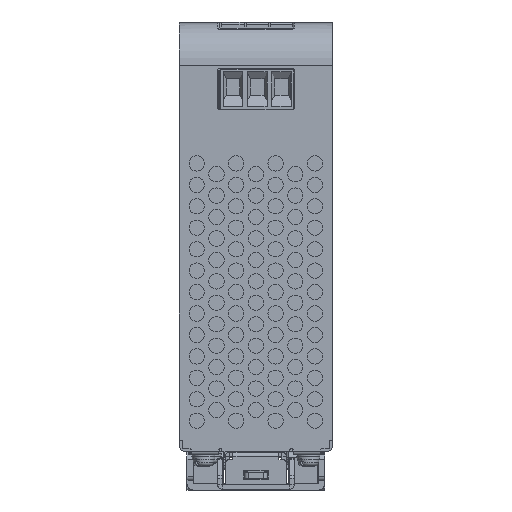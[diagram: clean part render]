
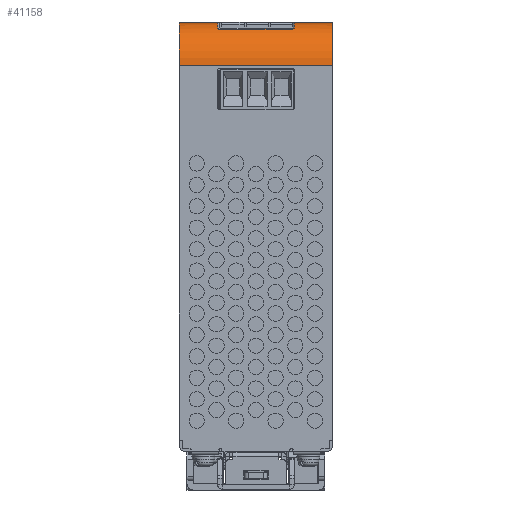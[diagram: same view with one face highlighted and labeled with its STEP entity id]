
A CAD part, front view. The second image highlights one B-rep face of the part: STEP entity #41158.
In plain terms, the highlighted cylindrical face has radius 11.2 mm (diameter 22.4 mm), a partial arc.
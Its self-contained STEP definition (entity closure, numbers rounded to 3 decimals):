
#235 = CARTESIAN_POINT ( 'NONE',  ( 10., -51.3, 44.8 ) ) ;
#1626 = ORIENTED_EDGE ( 'NONE', *, *, #59126, .F. ) ;
#3270 = VERTEX_POINT ( 'NONE', #61402 ) ;
#4371 = CARTESIAN_POINT ( 'NONE',  ( 10., -51.3, 56. ) ) ;
#4445 = DIRECTION ( 'NONE',  ( 1., 0., 0. ) ) ;
#4933 = LINE ( 'NONE', #53445, #46791 ) ;
#5275 = CARTESIAN_POINT ( 'NONE',  ( -9.5, -57.1, 54.381 ) ) ;
#5405 = EDGE_LOOP ( 'NONE', ( #68409, #57714, #28717, #1626, #64530, #64387, #57638, #59920, #41404, #15632 ) ) ;
#6419 = DIRECTION ( 'NONE',  ( -1., 0., 0. ) ) ;
#6670 = AXIS2_PLACEMENT_3D ( 'NONE', #235, #12095, #52607 ) ;
#7136 = CARTESIAN_POINT ( 'NONE',  ( -10., -51.3, 56. ) ) ;
#7358 = LINE ( 'NONE', #7719, #35910 ) ;
#7719 = CARTESIAN_POINT ( 'NONE',  ( -10., -57.1, 54.381 ) ) ;
#9088 = CIRCLE ( 'NONE', #11550, 11.2 ) ;
#9242 = CARTESIAN_POINT ( 'NONE',  ( -20., -51.3, 44.8 ) ) ;
#9589 = CARTESIAN_POINT ( 'NONE',  ( -9.817, -56.988, 54.448 ) ) ;
#10263 = CARTESIAN_POINT ( 'NONE',  ( 9.989, -56.722, 54.6 ) ) ;
#10735 = CARTESIAN_POINT ( 'NONE',  ( -10., -51.3, 44.8 ) ) ;
#11550 = AXIS2_PLACEMENT_3D ( 'NONE', #68819, #27617, #73410 ) ;
#12095 = DIRECTION ( 'NONE',  ( -1., 0., 0. ) ) ;
#12291 = VERTEX_POINT ( 'NONE', #29679 ) ;
#14254 = DIRECTION ( 'NONE',  ( 1., 0., 0. ) ) ;
#15003 = DIRECTION ( 'NONE',  ( -1., 0., 0. ) ) ;
#15632 = ORIENTED_EDGE ( 'NONE', *, *, #51058, .T. ) ;
#16795 = CARTESIAN_POINT ( 'NONE',  ( 10., -56.663, 54.633 ) ) ;
#18155 = EDGE_CURVE ( 'NONE', #31615, #43418, #29534, .T. ) ;
#18559 = EDGE_CURVE ( 'NONE', #43418, #45408, #60414, .T. ) ;
#19073 = CARTESIAN_POINT ( 'NONE',  ( -20., -51.3, 56. ) ) ;
#19636 = DIRECTION ( 'NONE',  ( -1., 0., 0. ) ) ;
#19866 = AXIS2_PLACEMENT_3D ( 'NONE', #9242, #15003, #49382 ) ;
#20748 = EDGE_CURVE ( 'NONE', #22363, #41722, #35029, .T. ) ;
#21069 = CARTESIAN_POINT ( 'NONE',  ( -10., -56.6, 54.667 ) ) ;
#21562 = VERTEX_POINT ( 'NONE', #5275 ) ;
#22363 = VERTEX_POINT ( 'NONE', #4371 ) ;
#22570 = CARTESIAN_POINT ( 'NONE',  ( -10., -56.663, 54.633 ) ) ;
#23269 = CARTESIAN_POINT ( 'NONE',  ( 10., -56.6, 54.667 ) ) ;
#23658 = CARTESIAN_POINT ( 'NONE',  ( 9.5, -57.1, 54.381 ) ) ;
#26891 = CYLINDRICAL_SURFACE ( 'NONE', #51912, 11.2 ) ;
#27527 = AXIS2_PLACEMENT_3D ( 'NONE', #10735, #39804, #58087 ) ;
#27617 = DIRECTION ( 'NONE',  ( 1., 0., 0. ) ) ;
#27936 = CARTESIAN_POINT ( 'NONE',  ( 20., -51.3, 56. ) ) ;
#28319 = CARTESIAN_POINT ( 'NONE',  ( -9.763, -57.027, 54.425 ) ) ;
#28685 = CARTESIAN_POINT ( 'NONE',  ( -9.572, -57.099, 54.382 ) ) ;
#28717 = ORIENTED_EDGE ( 'NONE', *, *, #58522, .F. ) ;
#29534 = LINE ( 'NONE', #69263, #62704 ) ;
#29635 = CIRCLE ( 'NONE', #19866, 11.2 ) ;
#29679 = CARTESIAN_POINT ( 'NONE',  ( 20., -62.5, 44.8 ) ) ;
#31615 = VERTEX_POINT ( 'NONE', #19073 ) ;
#33502 = CARTESIAN_POINT ( 'NONE',  ( -20., -51.3, 56. ) ) ;
#33598 = CARTESIAN_POINT ( 'NONE',  ( 9.954, -56.812, 54.55 ) ) ;
#33667 = CARTESIAN_POINT ( 'NONE',  ( -9.989, -56.723, 54.6 ) ) ;
#35029 = LINE ( 'NONE', #33502, #52215 ) ;
#35504 = CARTESIAN_POINT ( 'NONE',  ( 9.767, -57.028, 54.424 ) ) ;
#35910 = VECTOR ( 'NONE', #14254, 1000. ) ;
#36981 = CARTESIAN_POINT ( 'NONE',  ( 9.94, -56.84, 54.534 ) ) ;
#38056 = B_SPLINE_CURVE_WITH_KNOTS ( 'NONE', 3,
 ( #61931, #28685, #45485, #68406, #28319, #9589, #51592, #74848, #68040, #33667, #22570, #21069 ),
 .UNSPECIFIED., .F., .F.,
 ( 4, 2, 2, 2, 2, 4 ),
 ( 0., 0.25, 0.375, 0.5, 0.75, 1. ),
 .UNSPECIFIED. ) ;
#39804 = DIRECTION ( 'NONE',  ( 1., 0., 0. ) ) ;
#40483 = EDGE_CURVE ( 'NONE', #41983, #22363, #60333, .T. ) ;
#41158 = ADVANCED_FACE ( 'NONE', ( #55144 ), #26891, .T. ) ;
#41404 = ORIENTED_EDGE ( 'NONE', *, *, #59759, .F. ) ;
#41571 = B_SPLINE_CURVE_WITH_KNOTS ( 'NONE', 3,
 ( #23269, #16795, #10263, #33598, #36981, #48427, #70210, #47315, #35504, #70594, #42341, #71705 ),
 .UNSPECIFIED., .F., .F.,
 ( 4, 2, 2, 2, 2, 4 ),
 ( 0., 0.25, 0.375, 0.5, 0.75, 1. ),
 .UNSPECIFIED. ) ;
#41722 = VERTEX_POINT ( 'NONE', #27936 ) ;
#41983 = VERTEX_POINT ( 'NONE', #72786 ) ;
#42341 = CARTESIAN_POINT ( 'NONE',  ( 9.572, -57.099, 54.382 ) ) ;
#43418 = VERTEX_POINT ( 'NONE', #7136 ) ;
#44078 = DIRECTION ( 'NONE',  ( 0., 0., 1. ) ) ;
#45408 = VERTEX_POINT ( 'NONE', #55187 ) ;
#45485 = CARTESIAN_POINT ( 'NONE',  ( -9.642, -57.084, 54.391 ) ) ;
#45973 = DIRECTION ( 'NONE',  ( 1., 0., 0. ) ) ;
#45988 = EDGE_CURVE ( 'NONE', #41983, #67619, #41571, .T. ) ;
#46791 = VECTOR ( 'NONE', #6419, 1000. ) ;
#47315 = CARTESIAN_POINT ( 'NONE',  ( 9.819, -56.991, 54.447 ) ) ;
#48427 = CARTESIAN_POINT ( 'NONE',  ( 9.906, -56.893, 54.503 ) ) ;
#49382 = DIRECTION ( 'NONE',  ( 0., 0., 1. ) ) ;
#51058 = EDGE_CURVE ( 'NONE', #21562, #45408, #38056, .T. ) ;
#51592 = CARTESIAN_POINT ( 'NONE',  ( -9.843, -56.965, 54.462 ) ) ;
#51912 = AXIS2_PLACEMENT_3D ( 'NONE', #60866, #19636, #44078 ) ;
#52215 = VECTOR ( 'NONE', #4445, 1000. ) ;
#52607 = DIRECTION ( 'NONE',  ( 0., 0., -1. ) ) ;
#53445 = CARTESIAN_POINT ( 'NONE',  ( -20., -62.5, 44.8 ) ) ;
#55144 = FACE_OUTER_BOUND ( 'NONE', #5405, .T. ) ;
#55187 = CARTESIAN_POINT ( 'NONE',  ( -10., -56.6, 54.667 ) ) ;
#57638 = ORIENTED_EDGE ( 'NONE', *, *, #40483, .F. ) ;
#57714 = ORIENTED_EDGE ( 'NONE', *, *, #18155, .F. ) ;
#58087 = DIRECTION ( 'NONE',  ( 0., 0., 1. ) ) ;
#58522 = EDGE_CURVE ( 'NONE', #3270, #31615, #29635, .T. ) ;
#59126 = EDGE_CURVE ( 'NONE', #12291, #3270, #4933, .T. ) ;
#59759 = EDGE_CURVE ( 'NONE', #21562, #67619, #7358, .T. ) ;
#59920 = ORIENTED_EDGE ( 'NONE', *, *, #45988, .T. ) ;
#59947 = EDGE_CURVE ( 'NONE', #41722, #12291, #9088, .T. ) ;
#60333 = CIRCLE ( 'NONE', #6670, 11.2 ) ;
#60414 = CIRCLE ( 'NONE', #27527, 11.2 ) ;
#60866 = CARTESIAN_POINT ( 'NONE',  ( -20., -51.3, 44.8 ) ) ;
#61402 = CARTESIAN_POINT ( 'NONE',  ( -20., -62.5, 44.8 ) ) ;
#61931 = CARTESIAN_POINT ( 'NONE',  ( -9.5, -57.1, 54.381 ) ) ;
#62704 = VECTOR ( 'NONE', #45973, 1000. ) ;
#64387 = ORIENTED_EDGE ( 'NONE', *, *, #20748, .F. ) ;
#64530 = ORIENTED_EDGE ( 'NONE', *, *, #59947, .F. ) ;
#67619 = VERTEX_POINT ( 'NONE', #23658 ) ;
#68040 = CARTESIAN_POINT ( 'NONE',  ( -9.943, -56.84, 54.534 ) ) ;
#68406 = CARTESIAN_POINT ( 'NONE',  ( -9.734, -57.043, 54.415 ) ) ;
#68409 = ORIENTED_EDGE ( 'NONE', *, *, #18559, .F. ) ;
#68819 = CARTESIAN_POINT ( 'NONE',  ( 20., -51.3, 44.8 ) ) ;
#69263 = CARTESIAN_POINT ( 'NONE',  ( -20., -51.3, 56. ) ) ;
#70210 = CARTESIAN_POINT ( 'NONE',  ( 9.888, -56.917, 54.49 ) ) ;
#70594 = CARTESIAN_POINT ( 'NONE',  ( 9.64, -57.085, 54.39 ) ) ;
#71705 = CARTESIAN_POINT ( 'NONE',  ( 9.5, -57.1, 54.381 ) ) ;
#72786 = CARTESIAN_POINT ( 'NONE',  ( 10., -56.6, 54.667 ) ) ;
#73410 = DIRECTION ( 'NONE',  ( 0., 0., 1. ) ) ;
#74848 = CARTESIAN_POINT ( 'NONE',  ( -9.909, -56.895, 54.503 ) ) ;
